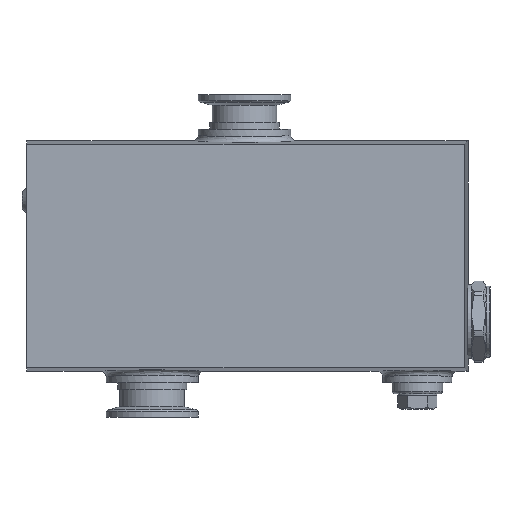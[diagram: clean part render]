
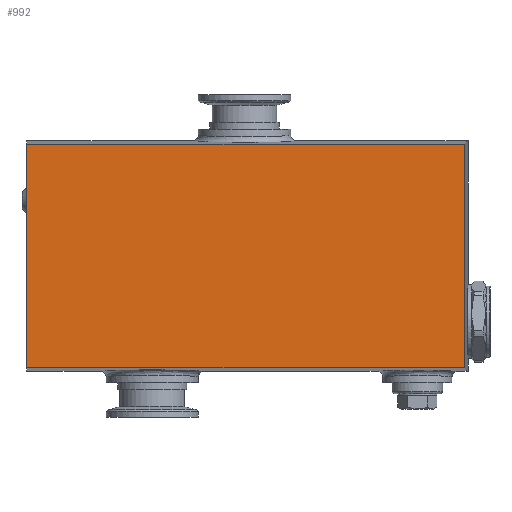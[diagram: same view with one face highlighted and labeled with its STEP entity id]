
A CAD part, left-side view. The second image highlights one B-rep face of the part: STEP entity #992.
In plain terms, the highlighted planar face has unit normal (-1, 0, 0).
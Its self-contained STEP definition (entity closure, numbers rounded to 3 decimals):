
#842=CARTESIAN_POINT('',(-45.0,-80.929,48.429));
#843=VERTEX_POINT('',#842);
#877=CARTESIAN_POINT('',(-45.0,109.,48.429));
#878=VERTEX_POINT('',#877);
#885=CARTESIAN_POINT('',(-45.0,-80.929,48.429));
#886=DIRECTION('',(0.0,1.0,0.0));
#887=VECTOR('',#886,189.929);
#888=LINE('',#885,#887);
#889=EDGE_CURVE('',#878,#843,#888,.F.);
#899=CARTESIAN_POINT('',(-45.0,-80.929,-48.429));
#900=VERTEX_POINT('',#899);
#933=CARTESIAN_POINT('',(-45.0,-80.929,-48.429));
#934=DIRECTION('',(0.0,0.0,1.0));
#935=VECTOR('',#934,96.857);
#936=LINE('',#933,#935);
#937=EDGE_CURVE('',#900,#843,#936,.T.);
#969=CARTESIAN_POINT('',(-45.0,82.5,-48.429));
#970=DIRECTION('',(-1.0,0.0,0.0));
#971=DIRECTION('',(0.0,0.0,1.0));
#972=AXIS2_PLACEMENT_3D('',#969,#970,#971);
#973=PLANE('',#972);
#974=ORIENTED_EDGE('',*,*,#889,.F.);
#975=CARTESIAN_POINT('',(-45.0,109.,-48.429));
#976=VERTEX_POINT('',#975);
#977=CARTESIAN_POINT('',(-45.0,109.,-48.429));
#978=DIRECTION('',(0.0,0.0,1.0));
#979=VECTOR('',#978,96.857);
#980=LINE('',#977,#979);
#981=EDGE_CURVE('',#878,#976,#980,.F.);
#982=ORIENTED_EDGE('',*,*,#981,.T.);
#983=CARTESIAN_POINT('',(-45.0,109.,-48.429));
#984=DIRECTION('',(0.0,-1.0,0.0));
#985=VECTOR('',#984,189.929);
#986=LINE('',#983,#985);
#987=EDGE_CURVE('',#976,#900,#986,.T.);
#988=ORIENTED_EDGE('',*,*,#987,.T.);
#989=ORIENTED_EDGE('',*,*,#937,.T.);
#990=EDGE_LOOP('',(#974,#982,#988,#989));
#991=FACE_OUTER_BOUND('',#990,.T.);
#992=ADVANCED_FACE('',(#991),#973,.T.);
